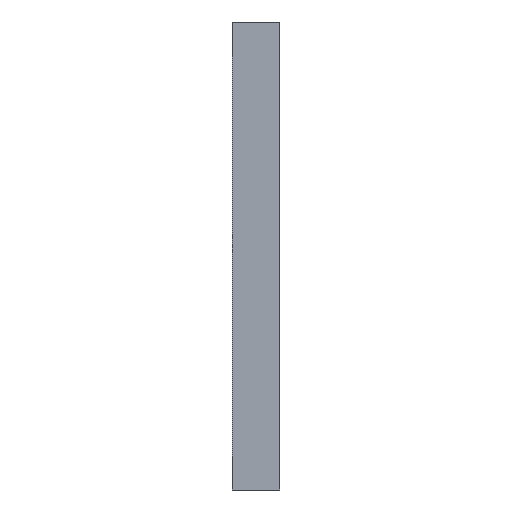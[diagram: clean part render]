
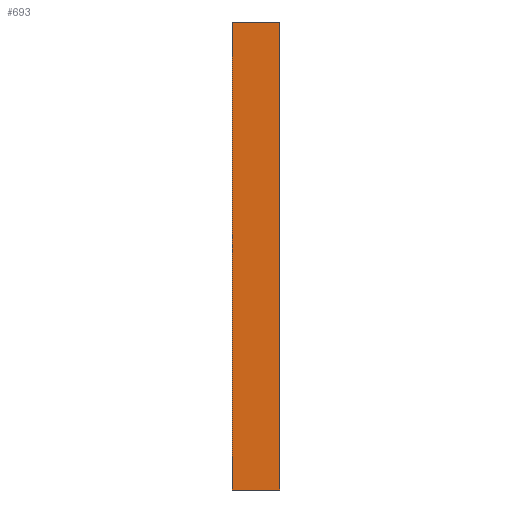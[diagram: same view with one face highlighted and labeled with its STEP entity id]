
A CAD part, left-side view. The second image highlights one B-rep face of the part: STEP entity #693.
In plain terms, the highlighted planar face has unit normal (-1, 0, 0).
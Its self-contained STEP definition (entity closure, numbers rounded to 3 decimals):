
#7 = ORIENTED_EDGE ( 'NONE', *, *, #432, .F. ) ;
#12 = EDGE_CURVE ( 'NONE', #301, #416, #639, .T. ) ;
#25 = CARTESIAN_POINT ( 'NONE',  ( 0., 0., 0. ) ) ;
#62 = VECTOR ( 'NONE', #148, 1000. ) ;
#64 = EDGE_CURVE ( 'NONE', #235, #301, #393, .T. ) ;
#85 = EDGE_CURVE ( 'NONE', #356, #149, #547, .T. ) ;
#90 = ORIENTED_EDGE ( 'NONE', *, *, #64, .T. ) ;
#108 = EDGE_CURVE ( 'NONE', #416, #149, #681, .T. ) ;
#114 = ORIENTED_EDGE ( 'NONE', *, *, #12, .T. ) ;
#131 = DIRECTION ( 'NONE',  ( 0., 0., 1. ) ) ;
#146 = VECTOR ( 'NONE', #492, 1000. ) ;
#148 = DIRECTION ( 'NONE',  ( 0., 0., 1. ) ) ;
#149 = VERTEX_POINT ( 'NONE', #387 ) ;
#214 = CARTESIAN_POINT ( 'NONE',  ( 0., 3., 0. ) ) ;
#224 = VECTOR ( 'NONE', #494, 1000. ) ;
#226 = DIRECTION ( 'NONE',  ( 0., 0., -1. ) ) ;
#235 = VERTEX_POINT ( 'NONE', #570 ) ;
#246 = AXIS2_PLACEMENT_3D ( 'NONE', #384, #608, #226 ) ;
#274 = VECTOR ( 'NONE', #131, 1000. ) ;
#301 = VERTEX_POINT ( 'NONE', #573 ) ;
#337 = CARTESIAN_POINT ( 'NONE',  ( 0., 0., 0. ) ) ;
#356 = VERTEX_POINT ( 'NONE', #405 ) ;
#384 = CARTESIAN_POINT ( 'NONE',  ( 0., 3., 0. ) ) ;
#387 = CARTESIAN_POINT ( 'NONE',  ( 0., 0., 29.8 ) ) ;
#393 = LINE ( 'NONE', #214, #146 ) ;
#405 = CARTESIAN_POINT ( 'NONE',  ( 0., 3., 29.8 ) ) ;
#410 = ORIENTED_EDGE ( 'NONE', *, *, #108, .T. ) ;
#416 = VERTEX_POINT ( 'NONE', #710 ) ;
#432 = EDGE_CURVE ( 'NONE', #235, #356, #536, .T. ) ;
#433 = DIRECTION ( 'NONE',  ( 0., 0., 1. ) ) ;
#488 = VECTOR ( 'NONE', #433, 1000. ) ;
#492 = DIRECTION ( 'NONE',  ( 0., -1., 0. ) ) ;
#494 = DIRECTION ( 'NONE',  ( 0., -1., 0. ) ) ;
#527 = FACE_OUTER_BOUND ( 'NONE', #647, .T. ) ;
#536 = LINE ( 'NONE', #586, #274 ) ;
#547 = LINE ( 'NONE', #613, #224 ) ;
#570 = CARTESIAN_POINT ( 'NONE',  ( 0., 3., 0. ) ) ;
#573 = CARTESIAN_POINT ( 'NONE',  ( 0., 0., 0. ) ) ;
#586 = CARTESIAN_POINT ( 'NONE',  ( 0., 3., 0. ) ) ;
#608 = DIRECTION ( 'NONE',  ( 1., 0., 0. ) ) ;
#613 = CARTESIAN_POINT ( 'NONE',  ( 0., 3., 29.8 ) ) ;
#639 = LINE ( 'NONE', #25, #62 ) ;
#647 = EDGE_LOOP ( 'NONE', ( #114, #410, #702, #7, #90 ) ) ;
#681 = LINE ( 'NONE', #337, #488 ) ;
#693 = ADVANCED_FACE ( 'NONE', ( #527 ), #735, .F. ) ;
#702 = ORIENTED_EDGE ( 'NONE', *, *, #85, .F. ) ;
#710 = CARTESIAN_POINT ( 'NONE',  ( 0., 0., 14.5 ) ) ;
#735 = PLANE ( 'NONE',  #246 ) ;
